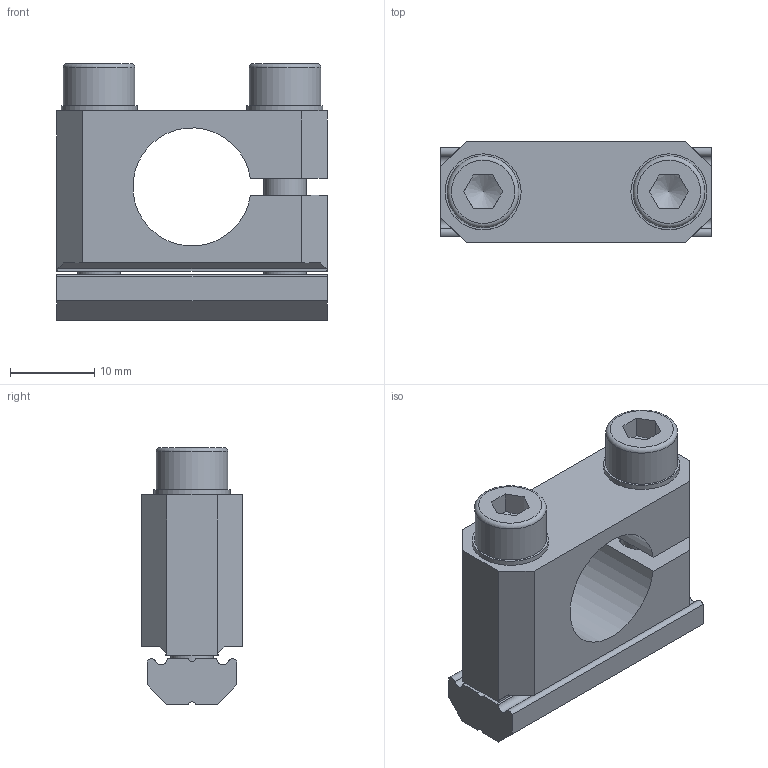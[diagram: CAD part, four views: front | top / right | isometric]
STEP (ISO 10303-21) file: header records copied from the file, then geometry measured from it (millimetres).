
FILE_DESCRIPTION(/* description */ ('','CAx-IF Rec.Pracs.---Representation and Presentation of Product Manufacturing Information (PMI)---4.0---2014-10-13'),/* implementation_level */ '2;1');
FILE_NAME(/* name */ 'SH-KVB-X-14.stp',/* time_stamp */ '2021-02-08T07:44:08+01:00',/* author */ ('ck'),/* organization */ ('No Organization specified'),/* preprocessor_version */ 'ST-DEVELOPER v18.1',/* originating_system */ 'Autodesk Inventor 2021',/* authorisation */ '');
FILE_SCHEMA (('AP242_MANAGED_MODEL_BASED_3D_ENGINEERING_MIM_LF { 1 0 10303 442 1 1 4 }'));
Length unit declared in the file: millimetre
Products named in the file (5): SH-KVB-X-14; 1-115-15-01-1 KVB X 14; 1-058-52-22-0 GWP 5-22 U; BMU-493-005; ISO 4762-M5x25
Assembly tree (6 placements, depth 2):
  SH-KVB-X-14
    1-115-15-01-1 KVB X 14
    1-058-52-22-0 GWP 5-22 U
    BMU-493-005  x2
    ISO 4762-M5x25  x2
Bounding box: 32 x 12 x 30.4 mm (x, y, z)
Volume: 6861.9 mm3; surface area: 5803 mm2
Topology: 6 solids, 6 shells, 89 faces, 229 edges, 152 vertices
Faces by surface type: plane 55, cylinder 26, cone 6, torus 2
Full cylindrical faces by diameter (mm): 4.134 x2, 5 x4, 5.3 x2, 5.5 x3, 8.5 x2, 9 x2
Entity records: 2482 total; most frequent: CARTESIAN_POINT 504, DIRECTION 375, ORIENTED_EDGE 368, EDGE_CURVE 184, AXIS2_PLACEMENT_3D 127, VERTEX_POINT 123, LINE 121, VECTOR 121
